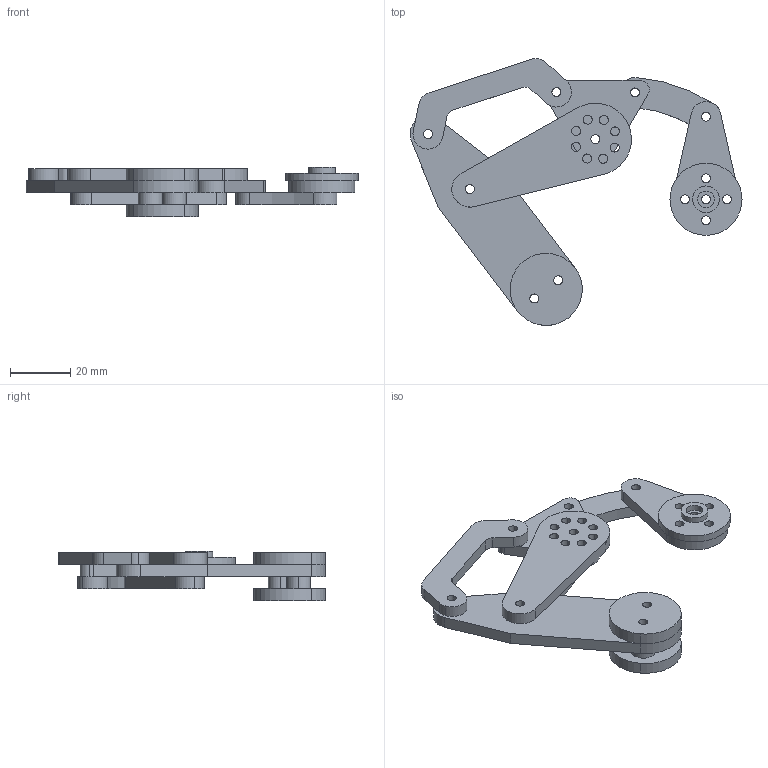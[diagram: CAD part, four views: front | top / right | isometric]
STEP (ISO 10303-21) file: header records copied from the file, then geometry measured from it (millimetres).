
FILE_DESCRIPTION (( 'STEP AP214' ), '1' );
FILE_NAME ('?????????.STEP', '2024-05-20T17:13:11', ( '' ), ( '' ), 'SwSTEP 2.0', 'SolidWorks 2020', '' );
FILE_SCHEMA (( 'AUTOMOTIVE_DESIGN' ));
Length unit declared in the file: millimetre
Products named in the file (11): front7.step; front5.step; front6.step; front2.step; front8.step; back10.step; ?????????; front9.step; front4.step; front1.step; front3.step
Assembly tree (12 placements, depth 2):
  ?????????
    back10.step  x2
    front1.step
    front2.step
    front4.step
    front5.step
    front6.step
    front7.step
    front8.step
    front9.step  x2
    front3.step
Bounding box: 110.56 x 88.87 x 16.5 mm (x, y, z)
Volume: 25825.7 mm3; surface area: 19592.9 mm2
Topology: 12 solids, 12 shells, 180 faces, 462 edges, 308 vertices
Faces by surface type: cylinder 133, plane 47
Entity records: 5794 total; most frequent: DIRECTION 1026, CARTESIAN_POINT 889, ORIENTED_EDGE 852, EDGE_CURVE 426, AXIS2_PLACEMENT_3D 421, VERTEX_POINT 284, EDGE_LOOP 248, CIRCLE 242
